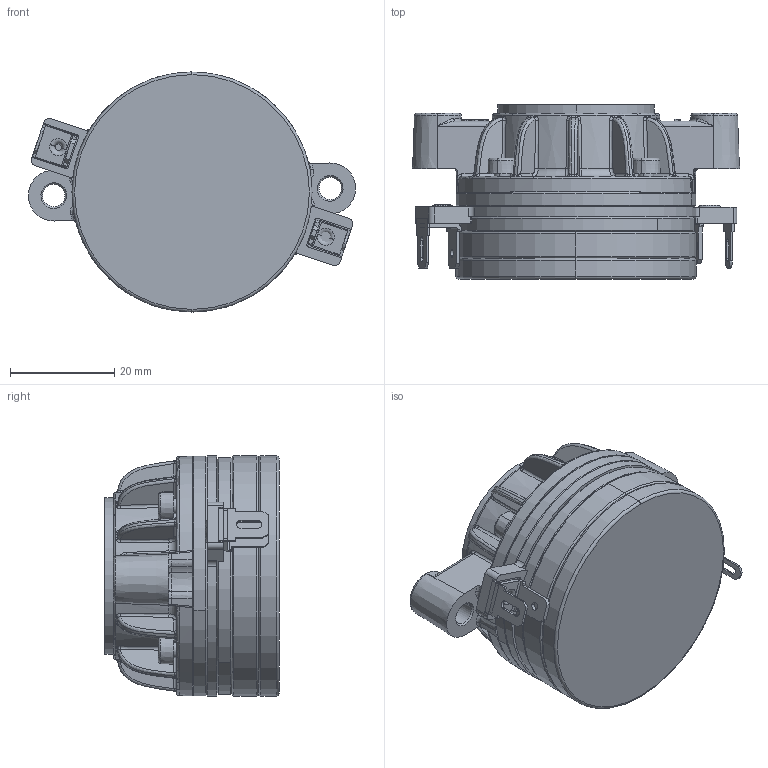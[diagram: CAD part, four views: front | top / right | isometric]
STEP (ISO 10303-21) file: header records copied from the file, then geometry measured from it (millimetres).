
FILE_DESCRIPTION (( 'STEP AP214' ), '1' );
FILE_NAME ('075NCDX8-015A.STEP', '2024-04-19T00:37:40', ( '' ), ( '' ), 'SwSTEP 2.0', 'SolidWorks 2020', '' );
FILE_SCHEMA (( 'AUTOMOTIVE_DESIGN' ));
Length unit declared in the file: millimetre
Products named in the file (10): 46-Magnet; 46-Plate; 075NCDX8-015A; 015-陔瘍褒_v5-20240129; dome carrier; Mesh-0113; 015-T沺; Gasket-EVA; Phase; M4-10
Assembly tree (12 placements, depth 2):
  075NCDX8-015A
    015-T沺
    46-Magnet
    46-Plate
    dome carrier
    Phase
    M4-10  x4
    Gasket-EVA
    Mesh-0113
    015-陔瘍褒_v5-20240129
Bounding box: 62.72 x 33.38 x 46 mm (x, y, z)
Volume: 35995.7 mm3; surface area: 31836.3 mm2
Topology: 18 solids, 18 shells, 3686 faces, 10410 edges, 6825 vertices
Faces by surface type: plane 2775, bspline 384, cylinder 274, cone 152, torus 95, sphere 6
Entity records: 128498 total; most frequent: CARTESIAN_POINT 32982, ORIENTED_EDGE 20556, DIRECTION 16863, EDGE_CURVE 10278, VECTOR 8129, LINE 8129, VERTEX_POINT 6750, EDGE_LOOP 4522
